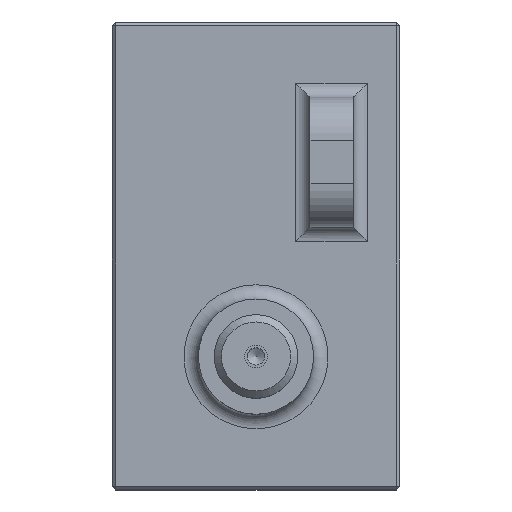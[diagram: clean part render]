
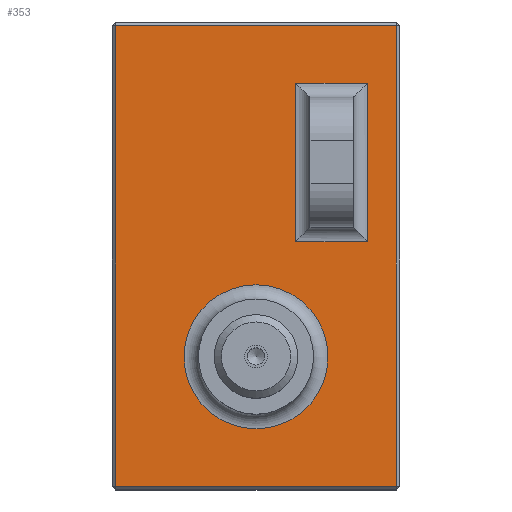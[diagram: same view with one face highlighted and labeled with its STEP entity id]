
A CAD part, top view. The second image highlights one B-rep face of the part: STEP entity #353.
In plain terms, the highlighted planar face has unit normal (0, 0, 1).
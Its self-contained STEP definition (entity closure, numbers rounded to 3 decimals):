
#147 = VERTEX_POINT('',#148);
#148 = CARTESIAN_POINT('',(5.5,16.,0.));
#157 = VERTEX_POINT('',#158);
#158 = CARTESIAN_POINT('',(5.5,38.,0.));
#165 = EDGE_CURVE('',#147,#157,#166,.T.);
#166 = LINE('',#167,#168);
#167 = CARTESIAN_POINT('',(5.5,18.,0.));
#168 = VECTOR('',#169,1.);
#169 = DIRECTION('',(0.,1.,0.));
#333 = VERTEX_POINT('',#334);
#334 = CARTESIAN_POINT('',(15.5,16.,0.));
#341 = EDGE_CURVE('',#333,#147,#342,.T.);
#342 = LINE('',#343,#344);
#343 = CARTESIAN_POINT('',(13.5,16.,0.));
#344 = VECTOR('',#345,1.);
#345 = DIRECTION('',(-1.,0.,0.));
#353 = ADVANCED_FACE('',(#354,#388,#399),#417,.T.);
#354 = FACE_BOUND('',#355,.T.);
#355 = EDGE_LOOP('',(#356,#366,#374,#382));
#356 = ORIENTED_EDGE('',*,*,#357,.T.);
#357 = EDGE_CURVE('',#358,#360,#362,.T.);
#358 = VERTEX_POINT('',#359);
#359 = CARTESIAN_POINT('',(19.5,-18.,0.));
#360 = VERTEX_POINT('',#361);
#361 = CARTESIAN_POINT('',(19.5,46.,0.));
#362 = LINE('',#363,#364);
#363 = CARTESIAN_POINT('',(19.5,-18.5,0.));
#364 = VECTOR('',#365,1.);
#365 = DIRECTION('',(0.,1.,0.));
#366 = ORIENTED_EDGE('',*,*,#367,.T.);
#367 = EDGE_CURVE('',#360,#368,#370,.T.);
#368 = VERTEX_POINT('',#369);
#369 = CARTESIAN_POINT('',(-19.5,46.,0.));
#370 = LINE('',#371,#372);
#371 = CARTESIAN_POINT('',(20.,46.,0.));
#372 = VECTOR('',#373,1.);
#373 = DIRECTION('',(-1.,0.,0.));
#374 = ORIENTED_EDGE('',*,*,#375,.T.);
#375 = EDGE_CURVE('',#368,#376,#378,.T.);
#376 = VERTEX_POINT('',#377);
#377 = CARTESIAN_POINT('',(-19.5,-18.,-0.));
#378 = LINE('',#379,#380);
#379 = CARTESIAN_POINT('',(-19.5,46.5,0.));
#380 = VECTOR('',#381,1.);
#381 = DIRECTION('',(0.,-1.,0.));
#382 = ORIENTED_EDGE('',*,*,#383,.T.);
#383 = EDGE_CURVE('',#376,#358,#384,.T.);
#384 = LINE('',#385,#386);
#385 = CARTESIAN_POINT('',(-20.,-18.,0.));
#386 = VECTOR('',#387,1.);
#387 = DIRECTION('',(1.,0.,0.));
#388 = FACE_BOUND('',#389,.T.);
#389 = EDGE_LOOP('',(#390));
#390 = ORIENTED_EDGE('',*,*,#391,.F.);
#391 = EDGE_CURVE('',#392,#392,#394,.T.);
#392 = VERTEX_POINT('',#393);
#393 = CARTESIAN_POINT('',(10.,0.,0.));
#394 = CIRCLE('',#395,10.);
#395 = AXIS2_PLACEMENT_3D('',#396,#397,#398);
#396 = CARTESIAN_POINT('',(0.,0.,0.));
#397 = DIRECTION('',(0.,0.,1.));
#398 = DIRECTION('',(1.,0.,0.));
#399 = FACE_BOUND('',#400,.T.);
#400 = EDGE_LOOP('',(#401,#409,#415,#416));
#401 = ORIENTED_EDGE('',*,*,#402,.T.);
#402 = EDGE_CURVE('',#157,#403,#405,.T.);
#403 = VERTEX_POINT('',#404);
#404 = CARTESIAN_POINT('',(15.5,38.,0.));
#405 = LINE('',#406,#407);
#406 = CARTESIAN_POINT('',(7.5,38.,0.));
#407 = VECTOR('',#408,1.);
#408 = DIRECTION('',(1.,0.,0.));
#409 = ORIENTED_EDGE('',*,*,#410,.T.);
#410 = EDGE_CURVE('',#403,#333,#411,.T.);
#411 = LINE('',#412,#413);
#412 = CARTESIAN_POINT('',(15.5,36.,0.));
#413 = VECTOR('',#414,1.);
#414 = DIRECTION('',(0.,-1.,0.));
#415 = ORIENTED_EDGE('',*,*,#341,.T.);
#416 = ORIENTED_EDGE('',*,*,#165,.T.);
#417 = PLANE('',#418);
#418 = AXIS2_PLACEMENT_3D('',#419,#420,#421);
#419 = CARTESIAN_POINT('',(0.,14.,0.));
#420 = DIRECTION('',(0.,0.,1.));
#421 = DIRECTION('',(1.,0.,0.));
